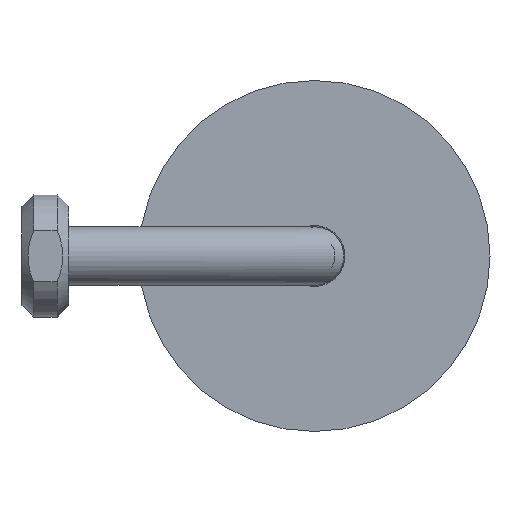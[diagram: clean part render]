
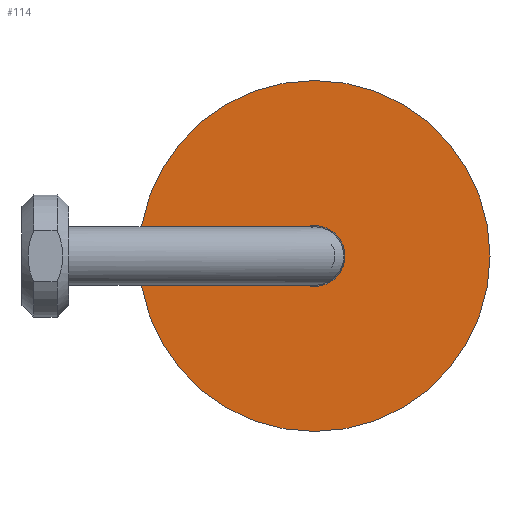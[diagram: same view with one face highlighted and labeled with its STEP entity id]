
A CAD part, front view. The second image highlights one B-rep face of the part: STEP entity #114.
In plain terms, the highlighted planar face has unit normal (0, -1, 0).
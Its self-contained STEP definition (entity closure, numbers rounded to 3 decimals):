
#114=ADVANCED_FACE('',(#231,#232),#233,.T.);
#231=FACE_BOUND('',#339,.T.);
#232=FACE_OUTER_BOUND('',#340,.T.);
#233=PLANE('',#341);
#339=EDGE_LOOP('',(#507));
#340=EDGE_LOOP('',(#508));
#341=AXIS2_PLACEMENT_3D('',#509,#510,#511);
#507=ORIENTED_EDGE('',*,*,#559,.F.);
#508=ORIENTED_EDGE('',*,*,#557,.T.);
#509=CARTESIAN_POINT('',(0.0,-12.0,0.0));
#510=DIRECTION('',(0.0,-1.0,0.0));
#511=DIRECTION('',(0.0,0.0,-1.0));
#557=EDGE_CURVE('',#639,#639,#640,.T.);
#559=EDGE_CURVE('',#642,#642,#643,.T.);
#639=VERTEX_POINT('',#764);
#640=CIRCLE('',#765,30.0);
#642=VERTEX_POINT('',#767);
#643=CIRCLE('',#768,5.2);
#764=CARTESIAN_POINT('',(0.0,-12.0,-30.0));
#765=AXIS2_PLACEMENT_3D('',#845,#846,#847);
#767=CARTESIAN_POINT('',(0.0,-12.0,-5.2));
#768=AXIS2_PLACEMENT_3D('',#848,#849,#850);
#845=CARTESIAN_POINT('',(0.0,-12.0,0.0));
#846=DIRECTION('',(0.0,-1.0,0.0));
#847=DIRECTION('',(0.0,0.0,-1.0));
#848=CARTESIAN_POINT('',(0.0,-12.0,0.0));
#849=DIRECTION('',(0.0,-1.0,0.0));
#850=DIRECTION('',(0.0,0.0,-1.0));
